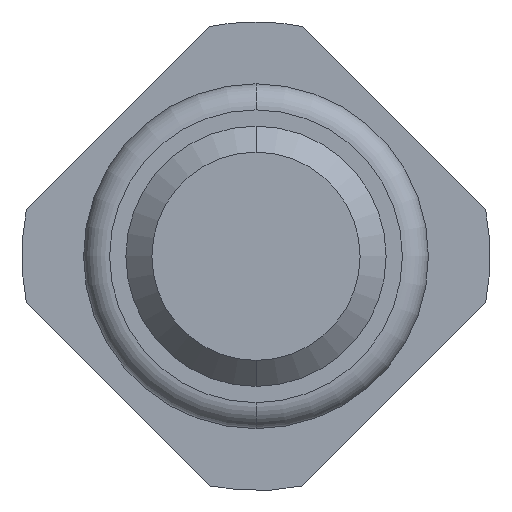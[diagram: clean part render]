
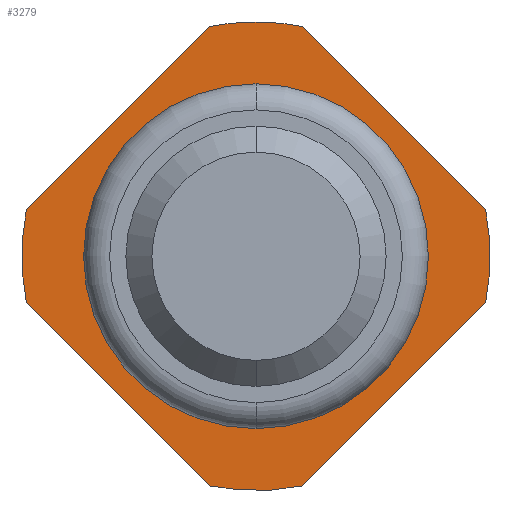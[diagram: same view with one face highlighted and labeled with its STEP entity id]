
A CAD part, front view. The second image highlights one B-rep face of the part: STEP entity #3279.
In plain terms, the highlighted planar face has unit normal (0, -1, 0).
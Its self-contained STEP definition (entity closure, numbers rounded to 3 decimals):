
#8 = ORIENTED_EDGE ( 'NONE', *, *, #1467, .F. ) ;
#81 = EDGE_LOOP ( 'NONE', ( #2764, #2701, #2445, #722, #216, #1353, #2114, #8, #1528 ) ) ;
#216 = ORIENTED_EDGE ( 'NONE', *, *, #2977, .F. ) ;
#263 = DIRECTION ( 'NONE',  ( 0., 0., 1. ) ) ;
#293 = DIRECTION ( 'NONE',  ( -0.707, 0., 0.707 ) ) ;
#295 = EDGE_CURVE ( 'Defeature ausgef�hrt2_2+Defeature ausgef�hrt2_0+Defeature ausgef�hrt2_17+Defeature ausgef�hrt2_18', #2583, #4290, #3140, .T. ) ;
#343 = DIRECTION ( 'NONE',  ( 0., 0., 1. ) ) ;
#394 = PLANE ( 'NONE',  #1051 ) ;
#411 = VECTOR ( 'NONE', #2690, 1000. ) ;
#492 = CARTESIAN_POINT ( 'NONE',  ( 0., -2., 0. ) ) ;
#495 = CARTESIAN_POINT ( 'NONE',  ( -0.161, -2., 1.961 ) ) ;
#508 = VERTEX_POINT ( 'NONE', #1866 ) ;
#551 = VECTOR ( 'NONE', #3933, 1000. ) ;
#653 = VECTOR ( 'NONE', #293, 1000. ) ;
#673 = CARTESIAN_POINT ( 'NONE',  ( -0.357, -2., -1.764 ) ) ;
#722 = ORIENTED_EDGE ( 'NONE', *, *, #1125, .F. ) ;
#728 = VERTEX_POINT ( 'NONE', #2011 ) ;
#743 = DIRECTION ( 'NONE',  ( 0., 0., 1. ) ) ;
#904 = VERTEX_POINT ( 'NONE', #2906 ) ;
#1000 = CIRCLE ( 'NONE', #2461, 1.8 ) ;
#1051 = AXIS2_PLACEMENT_3D ( 'NONE', #1073, #1782, #2153 ) ;
#1060 = CARTESIAN_POINT ( 'NONE',  ( 1.764, -2., 0.357 ) ) ;
#1072 = CARTESIAN_POINT ( 'NONE',  ( -0.357, -2., 1.764 ) ) ;
#1073 = CARTESIAN_POINT ( 'NONE',  ( 1.8, -2., 0. ) ) ;
#1097 = CARTESIAN_POINT ( 'NONE',  ( 1.961, -2., -0.161 ) ) ;
#1125 = EDGE_CURVE ( 'Defeature ausgef�hrt2_17+Defeature ausgef�hrt2_0+Defeature ausgef�hrt2_3+Defeature ausgef�hrt2_2', #1420, #2583, #2467, .T. ) ;
#1267 = AXIS2_PLACEMENT_3D ( 'NONE', #492, #3324, #1880 ) ;
#1304 = DIRECTION ( 'NONE',  ( 0., 1., 0. ) ) ;
#1308 = CIRCLE ( 'NONE', #2553, 1.325 ) ;
#1322 = EDGE_CURVE ( 'Defeature ausgef�hrt2_1+Defeature ausgef�hrt2_0+Defeature ausgef�hrt2_18+Defeature ausgef�hrt2_15', #1990, #4346, #1653, .T. ) ;
#1332 = AXIS2_PLACEMENT_3D ( 'NONE', #2451, #1734, #343 ) ;
#1342 = CARTESIAN_POINT ( 'NONE',  ( 0., -2., 0. ) ) ;
#1353 = ORIENTED_EDGE ( 'NONE', *, *, #3195, .F. ) ;
#1381 = CARTESIAN_POINT ( 'NONE',  ( -1.764, -2., 0.357 ) ) ;
#1403 = AXIS2_PLACEMENT_3D ( 'NONE', #1342, #1304, #263 ) ;
#1420 = VERTEX_POINT ( 'NONE', #1381 ) ;
#1467 = EDGE_CURVE ( 'Defeature ausgef�hrt2_15+Defeature ausgef�hrt2_0+Defeature ausgef�hrt2_1+Defeature ausgef�hrt2_4', #4346, #904, #1704, .T. ) ;
#1525 = CIRCLE ( 'NONE', #1403, 1.325 ) ;
#1528 = ORIENTED_EDGE ( 'NONE', *, *, #1322, .F. ) ;
#1580 = FACE_OUTER_BOUND ( 'NONE', #81, .T. ) ;
#1626 = EDGE_CURVE ( 'Defeature ausgef�hrt2_4+Defeature ausgef�hrt2_0+Defeature ausgef�hrt2_15+Defeature ausgef�hrt2_16', #904, #2940, #2088, .T. ) ;
#1653 = CIRCLE ( 'NONE', #1332, 1.8 ) ;
#1704 = LINE ( 'NONE', #1097, #551 ) ;
#1734 = DIRECTION ( 'NONE',  ( 0., 1., 0. ) ) ;
#1748 = DIRECTION ( 'NONE',  ( 0., 1., 0. ) ) ;
#1782 = DIRECTION ( 'NONE',  ( 0., 1., 0. ) ) ;
#1866 = CARTESIAN_POINT ( 'NONE',  ( 0.357, -2., 1.764 ) ) ;
#1880 = DIRECTION ( 'NONE',  ( 0., 0., 1. ) ) ;
#1898 = EDGE_CURVE ( 'Defeature ausgef�hrt2_0+Defeature ausgef�hrt2_12+Defeature ausgef�hrt2_12+Defeature ausgef�hrt2_12', #2859, #4256, #1525, .T. ) ;
#1990 = VERTEX_POINT ( 'NONE', #1060 ) ;
#2008 = CARTESIAN_POINT ( 'NONE',  ( 0., -2., -1.325 ) ) ;
#2011 = CARTESIAN_POINT ( 'NONE',  ( -1.764, -2., -0.357 ) ) ;
#2064 = EDGE_CURVE ( 'Defeature ausgef�hrt2_2+Defeature ausgef�hrt2_0+Defeature ausgef�hrt2_17+Defeature ausgef�hrt2_18', #4290, #508, #4248, .T. ) ;
#2083 = CARTESIAN_POINT ( 'NONE',  ( 0., -2., 1.8 ) ) ;
#2088 = CIRCLE ( 'NONE', #1267, 1.8 ) ;
#2099 = CARTESIAN_POINT ( 'NONE',  ( 0., -2., 0. ) ) ;
#2114 = ORIENTED_EDGE ( 'NONE', *, *, #1626, .F. ) ;
#2153 = DIRECTION ( 'NONE',  ( 0., 0., 1. ) ) ;
#2303 = DIRECTION ( 'NONE',  ( 0., 1., 0. ) ) ;
#2445 = ORIENTED_EDGE ( 'NONE', *, *, #295, .F. ) ;
#2451 = CARTESIAN_POINT ( 'NONE',  ( 0., -2., 0. ) ) ;
#2459 = DIRECTION ( 'NONE',  ( 0., 1., 0. ) ) ;
#2461 = AXIS2_PLACEMENT_3D ( 'NONE', #2099, #1748, #4571 ) ;
#2467 = LINE ( 'NONE', #495, #4250 ) ;
#2553 = AXIS2_PLACEMENT_3D ( 'NONE', #3560, #4347, #3593 ) ;
#2583 = VERTEX_POINT ( 'NONE', #1072 ) ;
#2690 = DIRECTION ( 'NONE',  ( 0.707, 0., -0.707 ) ) ;
#2701 = ORIENTED_EDGE ( 'NONE', *, *, #2064, .F. ) ;
#2741 = EDGE_CURVE ( 'Defeature ausgef�hrt2_18+Defeature ausgef�hrt2_0+Defeature ausgef�hrt2_2+Defeature ausgef�hrt2_1', #508, #1990, #3034, .T. ) ;
#2764 = ORIENTED_EDGE ( 'NONE', *, *, #2741, .F. ) ;
#2845 = LINE ( 'NONE', #4550, #653 ) ;
#2859 = VERTEX_POINT ( 'NONE', #2008 ) ;
#2906 = CARTESIAN_POINT ( 'NONE',  ( 0.357, -2., -1.764 ) ) ;
#2940 = VERTEX_POINT ( 'NONE', #673 ) ;
#2977 = EDGE_CURVE ( 'Defeature ausgef�hrt2_3+Defeature ausgef�hrt2_0+Defeature ausgef�hrt2_16+Defeature ausgef�hrt2_17', #728, #1420, #1000, .T. ) ;
#2996 = CARTESIAN_POINT ( 'NONE',  ( 1.961, -2., 0.161 ) ) ;
#3034 = LINE ( 'NONE', #2996, #411 ) ;
#3072 = CARTESIAN_POINT ( 'NONE',  ( 0., -2., 0. ) ) ;
#3126 = AXIS2_PLACEMENT_3D ( 'NONE', #3072, #2303, #3728 ) ;
#3140 = CIRCLE ( 'NONE', #3126, 1.8 ) ;
#3145 = ORIENTED_EDGE ( 'NONE', *, *, #1898, .T. ) ;
#3195 = EDGE_CURVE ( 'Defeature ausgef�hrt2_16+Defeature ausgef�hrt2_0+Defeature ausgef�hrt2_4+Defeature ausgef�hrt2_3', #2940, #728, #2845, .T. ) ;
#3279 = ADVANCED_FACE ( 'Defeature ausgef�hrt2_0', ( #4086, #1580 ), #394, .F. ) ;
#3306 = EDGE_LOOP ( 'NONE', ( #3454, #3145 ) ) ;
#3324 = DIRECTION ( 'NONE',  ( 0., 1., 0. ) ) ;
#3454 = ORIENTED_EDGE ( 'NONE', *, *, #3929, .T. ) ;
#3560 = CARTESIAN_POINT ( 'NONE',  ( 0., -2., 0. ) ) ;
#3593 = DIRECTION ( 'NONE',  ( 0., 0., 1. ) ) ;
#3728 = DIRECTION ( 'NONE',  ( 0., 0., 1. ) ) ;
#3829 = CARTESIAN_POINT ( 'NONE',  ( 0., -2., 1.325 ) ) ;
#3864 = AXIS2_PLACEMENT_3D ( 'NONE', #3914, #2459, #743 ) ;
#3914 = CARTESIAN_POINT ( 'NONE',  ( 0., -2., 0. ) ) ;
#3929 = EDGE_CURVE ( 'Defeature ausgef�hrt2_0+Defeature ausgef�hrt2_12+Defeature ausgef�hrt2_12+Defeature ausgef�hrt2_12', #4256, #2859, #1308, .T. ) ;
#3933 = DIRECTION ( 'NONE',  ( -0.707, 0., -0.707 ) ) ;
#4086 = FACE_BOUND ( 'NONE', #3306, .T. ) ;
#4248 = CIRCLE ( 'NONE', #3864, 1.8 ) ;
#4250 = VECTOR ( 'NONE', #4334, 1000. ) ;
#4256 = VERTEX_POINT ( 'NONE', #3829 ) ;
#4290 = VERTEX_POINT ( 'NONE', #2083 ) ;
#4291 = CARTESIAN_POINT ( 'NONE',  ( 1.764, -2., -0.357 ) ) ;
#4334 = DIRECTION ( 'NONE',  ( 0.707, 0., 0.707 ) ) ;
#4346 = VERTEX_POINT ( 'NONE', #4291 ) ;
#4347 = DIRECTION ( 'NONE',  ( 0., 1., 0. ) ) ;
#4550 = CARTESIAN_POINT ( 'NONE',  ( -0.161, -2., -1.961 ) ) ;
#4571 = DIRECTION ( 'NONE',  ( 0., 0., 1. ) ) ;
